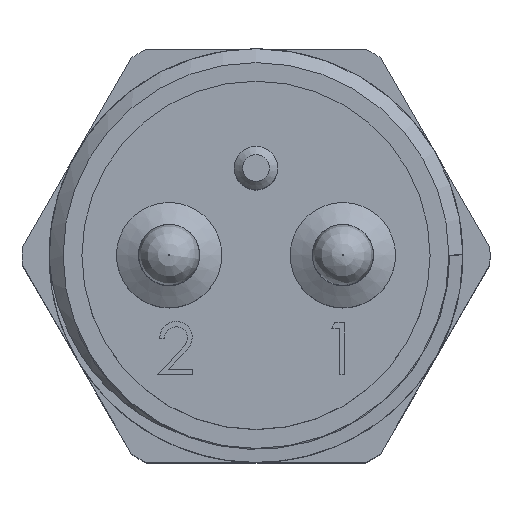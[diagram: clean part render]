
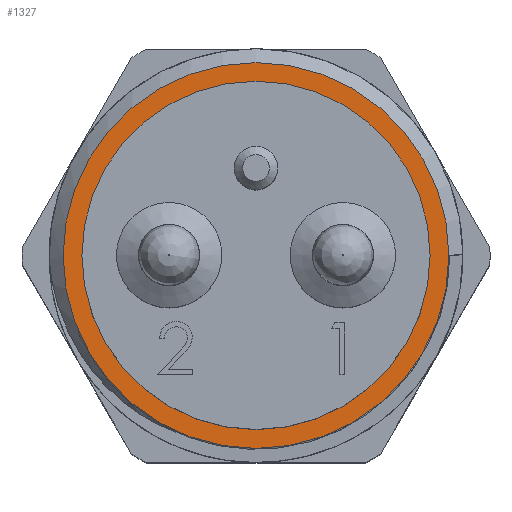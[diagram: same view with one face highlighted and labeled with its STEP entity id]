
A CAD part, top view. The second image highlights one B-rep face of the part: STEP entity #1327.
In plain terms, the highlighted planar face has unit normal (0, 0, 1).
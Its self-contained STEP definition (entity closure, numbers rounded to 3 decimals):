
#238=PLANE('',#1470);
#314=FACE_BOUND('',#481,.T.);
#366=FACE_OUTER_BOUND('',#480,.T.);
#480=EDGE_LOOP('',(#1025));
#481=EDGE_LOOP('',(#1026));
#594=CIRCLE('',#1439,8.795);
#611=CIRCLE('',#1471,7.938);
#670=VERTEX_POINT('',#2177);
#694=VERTEX_POINT('',#2282);
#798=EDGE_CURVE('',#670,#670,#594,.T.);
#829=EDGE_CURVE('',#694,#694,#611,.T.);
#1025=ORIENTED_EDGE('',*,*,#798,.T.);
#1026=ORIENTED_EDGE('',*,*,#829,.F.);
#1327=ADVANCED_FACE('',(#366,#314),#238,.F.);
#1439=AXIS2_PLACEMENT_3D('',#2178,#1634,#1635);
#1470=AXIS2_PLACEMENT_3D('',#2281,#1697,#1698);
#1471=AXIS2_PLACEMENT_3D('',#2283,#1699,#1700);
#1634=DIRECTION('center_axis',(0.,0.,1.));
#1635=DIRECTION('ref_axis',(0.,1.,0.));
#1697=DIRECTION('center_axis',(0.,0.,-1.));
#1698=DIRECTION('ref_axis',(0.,1.,0.));
#1699=DIRECTION('center_axis',(0.,0.,1.));
#1700=DIRECTION('ref_axis',(-1.,0.,0.));
#2177=CARTESIAN_POINT('',(0.,8.795,-0.609));
#2178=CARTESIAN_POINT('Origin',(0.,0.,-0.609));
#2281=CARTESIAN_POINT('Origin',(9.43,0.,-0.609));
#2282=CARTESIAN_POINT('',(0.,-7.938,-0.609));
#2283=CARTESIAN_POINT('Origin',(0.,0.,-0.609));
